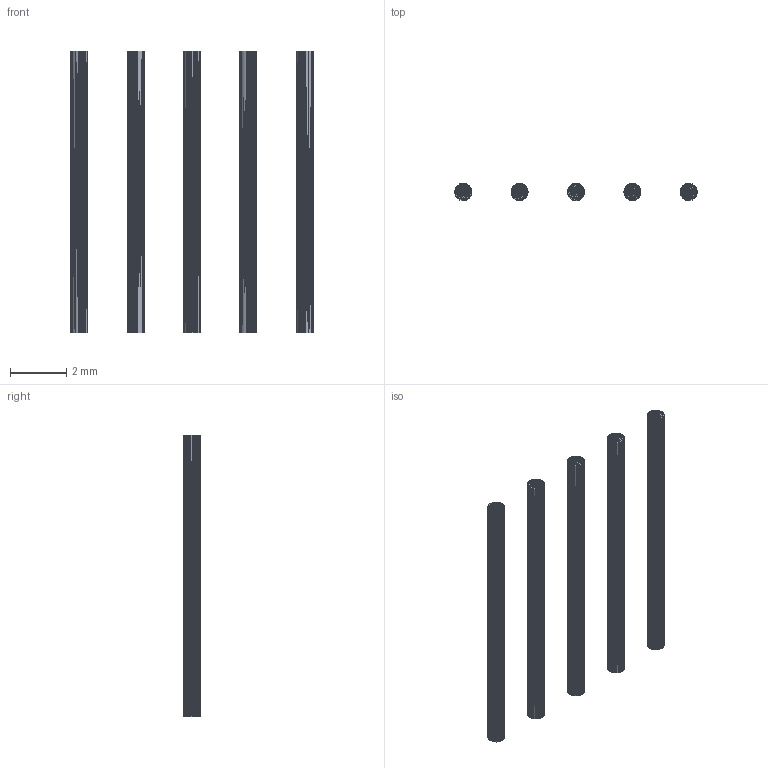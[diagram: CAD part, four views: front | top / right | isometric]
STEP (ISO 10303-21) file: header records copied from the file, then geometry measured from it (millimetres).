
FILE_DESCRIPTION((''),'2;1');
FILE_NAME('5pin 2mm header - pins', '2025-04-17T08:02:28', (''), (''), 'ImageToStl.com STEP Converter','', '');
FILE_SCHEMA(('AUTOMOTIVE_DESIGN_CC2'));
Length unit declared in the file: metre
Products named in the file (1): product0
Bounding box: 8.6 x 0.6 x 10 mm (x, y, z)
Surface area: 97 mm2 (no closed solid volume)
Topology: 0 solids, 940 shells, 940 faces, 2820 edges, 480 vertices
Faces by surface type: plane 940
Entity records: 21668 total; most frequent: DIRECTION 4702, ORIENTED_EDGE 2820, EDGE_CURVE 2820, LINE 2820, VECTOR 2820, AXIS2_PLACEMENT_3D 941, FACE_SURFACE 940, PLANE 940
